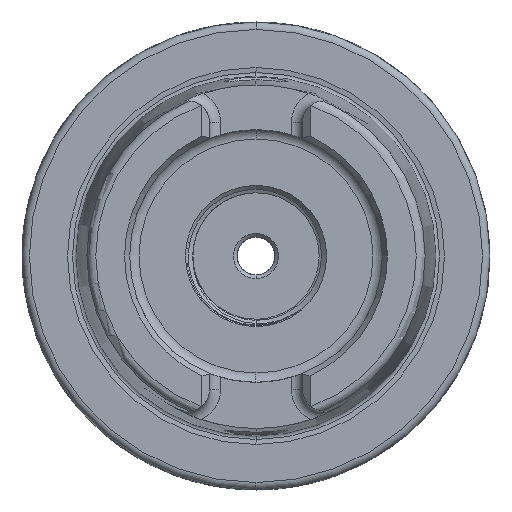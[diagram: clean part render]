
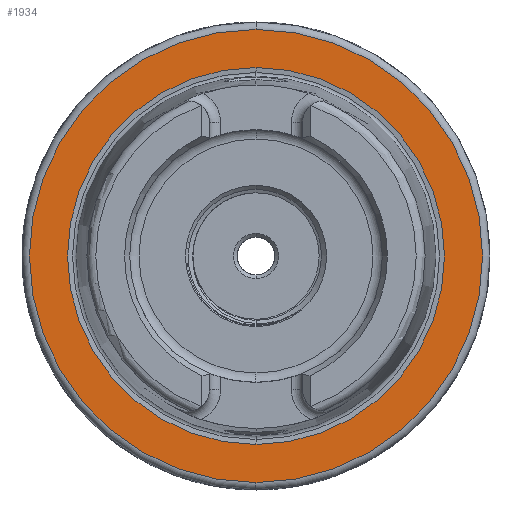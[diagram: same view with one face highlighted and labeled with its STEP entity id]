
A CAD part, left-side view. The second image highlights one B-rep face of the part: STEP entity #1934.
In plain terms, the highlighted planar face has unit normal (-1, 0, 0).
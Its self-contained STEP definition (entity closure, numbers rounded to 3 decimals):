
#246 = EDGE_LOOP ( 'NONE', ( #1709, #1710 ) ) ;
#247 = EDGE_LOOP ( 'NONE', ( #1712, #1711 ) ) ;
#520 = EDGE_CURVE ( 'NONE', #1244, #1243, #3698, .T. ) ;
#531 = EDGE_CURVE ( 'NONE', #1248, #1247, #3704, .T. ) ;
#1243 = VERTEX_POINT ( 'NONE', #8496 ) ;
#1244 = VERTEX_POINT ( 'NONE', #8497 ) ;
#1247 = VERTEX_POINT ( 'NONE', #8500 ) ;
#1248 = VERTEX_POINT ( 'NONE', #8501 ) ;
#1709 = ORIENTED_EDGE ( 'NONE', *, *, #520, .T. ) ;
#1710 = ORIENTED_EDGE ( 'NONE', *, *, #2038, .T. ) ;
#1711 = ORIENTED_EDGE ( 'NONE', *, *, #2037, .T. ) ;
#1712 = ORIENTED_EDGE ( 'NONE', *, *, #531, .T. ) ;
#1934 = ADVANCED_FACE ( 'NONE', ( #6759, #6762 ), #8854, .T. ) ;
#2037 = EDGE_CURVE ( 'NONE', #1247, #1248, #3793, .T. ) ;
#2038 = EDGE_CURVE ( 'NONE', #1243, #1244, #3794, .T. ) ;
#3698 = CIRCLE ( 'NONE', #6631, 30.5 ) ;
#3704 = CIRCLE ( 'NONE', #6637, 25.369 ) ;
#3793 = CIRCLE ( 'NONE', #9199, 25.369 ) ;
#3794 = CIRCLE ( 'NONE', #9198, 30.5 ) ;
#6631 = AXIS2_PLACEMENT_3D ( 'NONE', #7518, #7519, #7520 ) ;
#6637 = AXIS2_PLACEMENT_3D ( 'NONE', #7551, #7552, #7553 ) ;
#6759 = FACE_OUTER_BOUND ( 'NONE', #246, .T. ) ;
#6762 = FACE_BOUND ( 'NONE', #247, .T. ) ;
#6764 = AXIS2_PLACEMENT_3D ( 'NONE', #8855, #8856, #8857 ) ;
#7518 = CARTESIAN_POINT ( 'NONE',  ( 0., 0., 0. ) ) ;
#7519 = DIRECTION ( 'NONE',  ( -1., 0., 0. ) ) ;
#7520 = DIRECTION ( 'NONE',  ( 0., 0., 1. ) ) ;
#7551 = CARTESIAN_POINT ( 'NONE',  ( 0., 0., 0. ) ) ;
#7552 = DIRECTION ( 'NONE',  ( 1., 0., 0. ) ) ;
#7553 = DIRECTION ( 'NONE',  ( 0., 0., -1. ) ) ;
#8496 = CARTESIAN_POINT ( 'NONE',  ( 0., 0., -30.5 ) ) ;
#8497 = CARTESIAN_POINT ( 'NONE',  ( 0., 0., 30.5 ) ) ;
#8500 = CARTESIAN_POINT ( 'NONE',  ( 0., 0., -25.369 ) ) ;
#8501 = CARTESIAN_POINT ( 'NONE',  ( 0., 0., 25.369 ) ) ;
#8854 = PLANE ( 'NONE',  #6764 ) ;
#8855 = CARTESIAN_POINT ( 'NONE',  ( 0., 25.369, 0. ) ) ;
#8856 = DIRECTION ( 'NONE',  ( -1., 0., 0. ) ) ;
#8857 = DIRECTION ( 'NONE',  ( 0., 0., 1. ) ) ;
#9198 = AXIS2_PLACEMENT_3D ( 'NONE', #9774, #9775, #9776 ) ;
#9199 = AXIS2_PLACEMENT_3D ( 'NONE', #9771, #9772, #9773 ) ;
#9771 = CARTESIAN_POINT ( 'NONE',  ( 0., 0., 0. ) ) ;
#9772 = DIRECTION ( 'NONE',  ( 1., 0., 0. ) ) ;
#9773 = DIRECTION ( 'NONE',  ( 0., 0., -1. ) ) ;
#9774 = CARTESIAN_POINT ( 'NONE',  ( 0., 0., 0. ) ) ;
#9775 = DIRECTION ( 'NONE',  ( -1., 0., 0. ) ) ;
#9776 = DIRECTION ( 'NONE',  ( 0., 0., 1. ) ) ;
